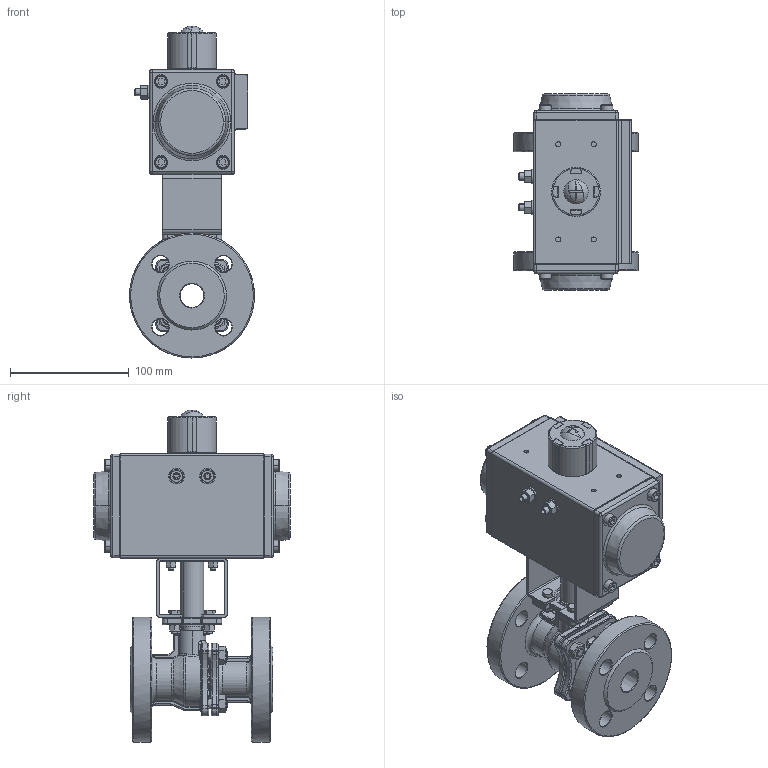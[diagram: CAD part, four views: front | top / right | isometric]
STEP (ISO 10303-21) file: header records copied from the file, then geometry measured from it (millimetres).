
FILE_DESCRIPTION(('HOOPS Exchange Step'),'2;1');
FILE_NAME('PK0501_DN20.stp','2025-04-11T14:00:59+02:00',('nieru'),('Unknown organisation'),'HOOPS Exchange 2024.2','HOOPS Exchange','Unknown authorisation');
FILE_SCHEMA( ('AP203_CONFIGURATION_CONTROLLED_3D_DESIGN_OF_MECHANICAL_PARTS_AND_ASSEMBLIES_MIM_LF') );
Length unit declared in the file: millimetre
Products named in the file (8): 0; root
Assembly tree (7 placements, depth 4):
  root
    0
      0
        0
        0
        0
      0
      0
Bounding box: 104.84 x 165 x 279.15 mm (x, y, z)
Volume: 1058930.8 mm3; surface area: 259068.7 mm2
Topology: 57 solids, 57 shells, 1922 faces, 4713 edges, 2910 vertices
Faces by surface type: plane 705, cylinder 548, cone 257, torus 212, bspline 152, sphere 48
Full cylindrical faces by diameter (mm): 4.11 x8, 4.6 x8, 5 x1, 6 x4, 8 x6, 10.106 x2, 12.5 x2, 14 x8, 16 x1, 20 x2, 23 x1, 28 x1, 36 x1, 45.6 x2, 105 x2
Entity records: 101317 total; most frequent: CARTESIAN_POINT 57629, ORIENTED_EDGE 9296, DIRECTION 8501, EDGE_CURVE 4648, AXIS2_PLACEMENT_3D 3251, VERTEX_POINT 2912, EDGE_LOOP 2136, FACE_BOUND 2136
